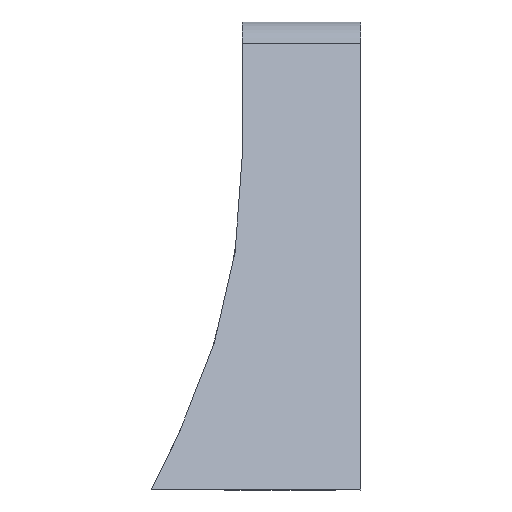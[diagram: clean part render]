
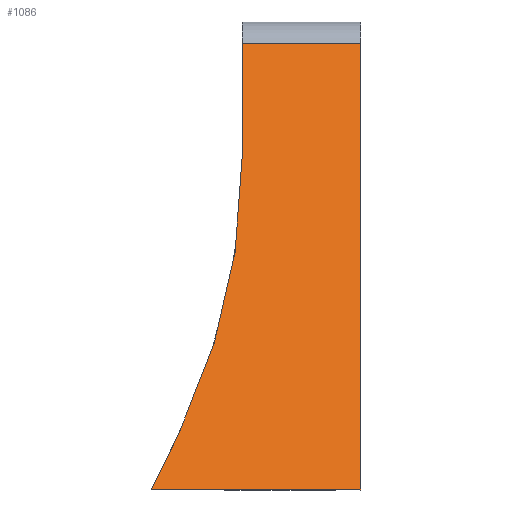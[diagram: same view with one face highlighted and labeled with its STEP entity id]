
A CAD part, front view. The second image highlights one B-rep face of the part: STEP entity #1086.
In plain terms, the highlighted planar face has unit normal (0, -0.92, 0.391).
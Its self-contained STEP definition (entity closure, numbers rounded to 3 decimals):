
#246=CARTESIAN_POINT('Vertex',(-66.599,4.,15.)) ;
#249=CARTESIAN_POINT('Line Origine',(-64.589,5.764,19.156)) ;
#253=CARTESIAN_POINT('Vertex',(-62.579,7.528,23.312)) ;
#506=CARTESIAN_POINT('Line Origine',(-51.599,31.184,79.043)) ;
#510=CARTESIAN_POINT('Vertex',(-36.599,31.184,79.043)) ;
#512=CARTESIAN_POINT('Vertex',(-53.599,31.184,79.043)) ;
#824=CARTESIAN_POINT('Vertex',(-53.599,24.163,62.5)) ;
#827=CARTESIAN_POINT('Line Origine',(-53.599,27.674,70.771)) ;
#1031=CARTESIAN_POINT('Control Point',(-62.579,7.528,23.312)) ;
#1032=CARTESIAN_POINT('Control Point',(-58.122,11.439,32.526)) ;
#1033=CARTESIAN_POINT('Control Point',(-55.105,15.601,42.329)) ;
#1034=CARTESIAN_POINT('Control Point',(-53.599,19.881,52.414)) ;
#1035=CARTESIAN_POINT('Control Point',(-53.599,24.163,62.5)) ;
#1061=CARTESIAN_POINT('Axis2P3D Location',(-2.599,32.478,82.089)) ;
#1066=CARTESIAN_POINT('Line Origine',(-51.599,4.,15.)) ;
#1070=CARTESIAN_POINT('Vertex',(-36.599,4.,15.)) ;
#1073=CARTESIAN_POINT('Line Origine',(-36.599,17.592,47.021)) ;
#250=DIRECTION('Vector Direction',(0.407,0.357,0.841)) ;
#507=DIRECTION('Vector Direction',(1.,0.,0.)) ;
#828=DIRECTION('Vector Direction',(0.,-0.391,-0.921)) ;
#1062=DIRECTION('Axis2P3D Direction',(0.,0.921,-0.391)) ;
#1063=DIRECTION('Axis2P3D XDirection',(0.,-0.391,-0.921)) ;
#1067=DIRECTION('Vector Direction',(-1.,0.,0.)) ;
#1074=DIRECTION('Vector Direction',(0.,0.391,0.921)) ;
#1064=AXIS2_PLACEMENT_3D('Plane Axis2P3D',#1061,#1062,#1063) ;
#1079=ORIENTED_EDGE('',*,*,#514,.T.) ;
#1080=ORIENTED_EDGE('',*,*,#831,.T.) ;
#1081=ORIENTED_EDGE('',*,*,#1036,.F.) ;
#1082=ORIENTED_EDGE('',*,*,#255,.F.) ;
#1083=ORIENTED_EDGE('',*,*,#1072,.F.) ;
#1084=ORIENTED_EDGE('',*,*,#1077,.T.) ;
#251=VECTOR('Line Direction',#250,1.) ;
#508=VECTOR('Line Direction',#507,1.) ;
#829=VECTOR('Line Direction',#828,1.) ;
#1068=VECTOR('Line Direction',#1067,1.) ;
#1075=VECTOR('Line Direction',#1074,1.) ;
#1086=ADVANCED_FACE('Support Vilo 2',(#1085),#1065,.F.) ;
#1030=B_SPLINE_CURVE_WITH_KNOTS('',4,(#1031,#1032,#1033,#1034,#1035),.UNSPECIFIED.,.F.,.U.,(5,5),(0.,61.981),.UNSPECIFIED.) ;
#255=EDGE_CURVE('',#247,#254,#252,.T.) ;
#514=EDGE_CURVE('',#511,#513,#509,.F.) ;
#831=EDGE_CURVE('',#513,#825,#830,.T.) ;
#1036=EDGE_CURVE('',#254,#825,#1030,.T.) ;
#1072=EDGE_CURVE('',#1071,#247,#1069,.T.) ;
#1077=EDGE_CURVE('',#1071,#511,#1076,.T.) ;
#1078=EDGE_LOOP('',(#1079,#1080,#1081,#1082,#1083,#1084)) ;
#1085=FACE_OUTER_BOUND('',#1078,.T.) ;
#252=LINE('Line',#249,#251) ;
#509=LINE('Line',#506,#508) ;
#830=LINE('Line',#827,#829) ;
#1069=LINE('Line',#1066,#1068) ;
#1076=LINE('Line',#1073,#1075) ;
#1065=PLANE('',#1064) ;
#247=VERTEX_POINT('',#246) ;
#254=VERTEX_POINT('',#253) ;
#511=VERTEX_POINT('',#510) ;
#513=VERTEX_POINT('',#512) ;
#825=VERTEX_POINT('',#824) ;
#1071=VERTEX_POINT('',#1070) ;
